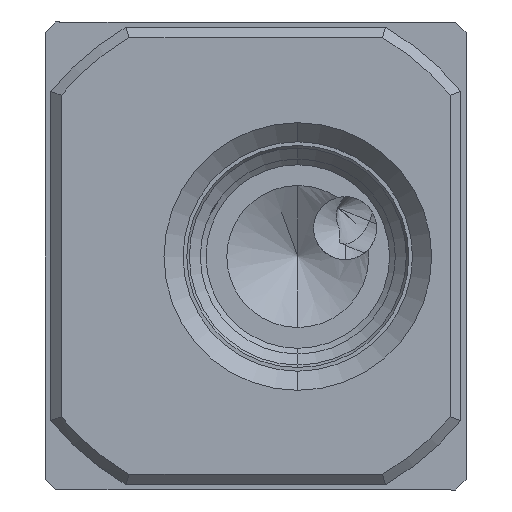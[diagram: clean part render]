
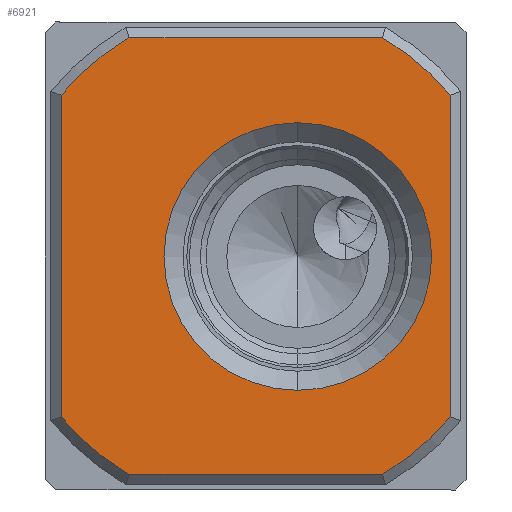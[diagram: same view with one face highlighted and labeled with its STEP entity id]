
A CAD part, left-side view. The second image highlights one B-rep face of the part: STEP entity #6921.
In plain terms, the highlighted planar face has unit normal (-1, 0, 0).
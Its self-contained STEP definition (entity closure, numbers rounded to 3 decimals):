
#190 = EDGE_LOOP ( 'NONE', ( #10221, #10770, #5837, #1153, #16928, #16350, #8689, #11894 ) ) ;
#251 = CARTESIAN_POINT ( 'NONE',  ( -33.34, -1.5, 6.961 ) ) ;
#377 = DIRECTION ( 'NONE',  ( 0., 1., 0. ) ) ;
#381 = CARTESIAN_POINT ( 'NONE',  ( -33.34, -1.5, 44. ) ) ;
#628 = VERTEX_POINT ( 'NONE', #6359 ) ;
#816 = EDGE_CURVE ( 'NONE', #5846, #14582, #13140, .T. ) ;
#886 = EDGE_LOOP ( 'NONE', ( #5461, #12726 ) ) ;
#1153 = ORIENTED_EDGE ( 'NONE', *, *, #14890, .T. ) ;
#1511 = VECTOR ( 'NONE', #13559, 1000. ) ;
#1898 = VECTOR ( 'NONE', #377, 1000. ) ;
#2253 = CARTESIAN_POINT ( 'NONE',  ( -33.34, -32.06, 1.5 ) ) ;
#2264 = EDGE_CURVE ( 'NONE', #10240, #13492, #10070, .T. ) ;
#2835 = CARTESIAN_POINT ( 'NONE',  ( -33.34, -20., 22.25 ) ) ;
#3302 = DIRECTION ( 'NONE',  ( 0., 0., -1. ) ) ;
#3382 = CARTESIAN_POINT ( 'NONE',  ( -33.34, -39.5, 44. ) ) ;
#4028 = DIRECTION ( 'NONE',  ( -1., 0., 0. ) ) ;
#4037 = DIRECTION ( 'NONE',  ( -1., 0., 0. ) ) ;
#4129 = VERTEX_POINT ( 'NONE', #16704 ) ;
#4321 = DIRECTION ( 'NONE',  ( 0., 0., -1. ) ) ;
#4366 = EDGE_CURVE ( 'NONE', #4129, #6099, #17195, .T. ) ;
#4764 = LINE ( 'NONE', #381, #18699 ) ;
#5272 = AXIS2_PLACEMENT_3D ( 'NONE', #3382, #12043, #7752 ) ;
#5456 = DIRECTION ( 'NONE',  ( 0., 0., 1. ) ) ;
#5461 = ORIENTED_EDGE ( 'NONE', *, *, #4366, .T. ) ;
#5587 = CARTESIAN_POINT ( 'NONE',  ( -33.34, -38.5, 6.961 ) ) ;
#5837 = ORIENTED_EDGE ( 'NONE', *, *, #2264, .T. ) ;
#5846 = VERTEX_POINT ( 'NONE', #17063 ) ;
#6099 = VERTEX_POINT ( 'NONE', #8750 ) ;
#6134 = AXIS2_PLACEMENT_3D ( 'NONE', #9043, #15070, #12053 ) ;
#6281 = CARTESIAN_POINT ( 'NONE',  ( -33.34, -39.5, 43. ) ) ;
#6359 = CARTESIAN_POINT ( 'NONE',  ( -33.34, -7.94, 43. ) ) ;
#6921 = ADVANCED_FACE ( 'NONE', ( #9001, #9453 ), #9228, .T. ) ;
#7037 = DIRECTION ( 'NONE',  ( 0., 0., 1. ) ) ;
#7073 = VECTOR ( 'NONE', #8320, 1000. ) ;
#7103 = DIRECTION ( 'NONE',  ( 0., 0., -1. ) ) ;
#7598 = VERTEX_POINT ( 'NONE', #14656 ) ;
#7752 = DIRECTION ( 'NONE',  ( 0., 0., -1. ) ) ;
#8320 = DIRECTION ( 'NONE',  ( 0., 0., 1. ) ) ;
#8396 = CARTESIAN_POINT ( 'NONE',  ( -33.34, -20., 22.25 ) ) ;
#8689 = ORIENTED_EDGE ( 'NONE', *, *, #10446, .T. ) ;
#8732 = DIRECTION ( 'NONE',  ( 0., 0., 1. ) ) ;
#8750 = CARTESIAN_POINT ( 'NONE',  ( -33.34, -16., 35.025 ) ) ;
#8989 = AXIS2_PLACEMENT_3D ( 'NONE', #17877, #10438, #4321 ) ;
#9001 = FACE_OUTER_BOUND ( 'NONE', #190, .T. ) ;
#9043 = CARTESIAN_POINT ( 'NONE',  ( -33.34, -20., 22.25 ) ) ;
#9063 = CARTESIAN_POINT ( 'NONE',  ( -33.34, -32.06, 43. ) ) ;
#9074 = EDGE_CURVE ( 'NONE', #12598, #10240, #10342, .T. ) ;
#9228 = PLANE ( 'NONE',  #5272 ) ;
#9453 = FACE_BOUND ( 'NONE', #886, .T. ) ;
#9654 = AXIS2_PLACEMENT_3D ( 'NONE', #2835, #16075, #8732 ) ;
#9879 = CARTESIAN_POINT ( 'NONE',  ( -33.34, -16., 22.3 ) ) ;
#10070 = CIRCLE ( 'NONE', #6134, 24. ) ;
#10084 = DIRECTION ( 'NONE',  ( 1., 0., 0. ) ) ;
#10221 = ORIENTED_EDGE ( 'NONE', *, *, #14837, .T. ) ;
#10240 = VERTEX_POINT ( 'NONE', #2253 ) ;
#10276 = AXIS2_PLACEMENT_3D ( 'NONE', #9879, #10084, #7103 ) ;
#10342 = LINE ( 'NONE', #14916, #1511 ) ;
#10438 = DIRECTION ( 'NONE',  ( 1., 0., 0. ) ) ;
#10439 = CIRCLE ( 'NONE', #8989, 12.725 ) ;
#10446 = EDGE_CURVE ( 'NONE', #628, #7598, #12556, .T. ) ;
#10770 = ORIENTED_EDGE ( 'NONE', *, *, #9074, .T. ) ;
#11844 = EDGE_CURVE ( 'NONE', #6099, #4129, #10439, .T. ) ;
#11894 = ORIENTED_EDGE ( 'NONE', *, *, #14146, .T. ) ;
#12043 = DIRECTION ( 'NONE',  ( -1., 0., 0. ) ) ;
#12053 = DIRECTION ( 'NONE',  ( 0., 0., 1. ) ) ;
#12556 = CIRCLE ( 'NONE', #9654, 24. ) ;
#12598 = VERTEX_POINT ( 'NONE', #15192 ) ;
#12726 = ORIENTED_EDGE ( 'NONE', *, *, #11844, .T. ) ;
#13140 = CIRCLE ( 'NONE', #15200, 24. ) ;
#13492 = VERTEX_POINT ( 'NONE', #5587 ) ;
#13559 = DIRECTION ( 'NONE',  ( 0., -1., 0. ) ) ;
#13903 = LINE ( 'NONE', #6281, #1898 ) ;
#14146 = EDGE_CURVE ( 'NONE', #7598, #18440, #4764, .T. ) ;
#14267 = LINE ( 'NONE', #18788, #7073 ) ;
#14582 = VERTEX_POINT ( 'NONE', #9063 ) ;
#14656 = CARTESIAN_POINT ( 'NONE',  ( -33.34, -1.5, 37.539 ) ) ;
#14837 = EDGE_CURVE ( 'NONE', #18440, #12598, #18922, .T. ) ;
#14890 = EDGE_CURVE ( 'NONE', #13492, #5846, #14267, .T. ) ;
#14916 = CARTESIAN_POINT ( 'NONE',  ( -33.34, -39.5, 1.5 ) ) ;
#15070 = DIRECTION ( 'NONE',  ( -1., 0., 0. ) ) ;
#15192 = CARTESIAN_POINT ( 'NONE',  ( -33.34, -7.94, 1.5 ) ) ;
#15200 = AXIS2_PLACEMENT_3D ( 'NONE', #18783, #4028, #7037 ) ;
#16075 = DIRECTION ( 'NONE',  ( -1., 0., 0. ) ) ;
#16350 = ORIENTED_EDGE ( 'NONE', *, *, #18632, .T. ) ;
#16704 = CARTESIAN_POINT ( 'NONE',  ( -33.34, -16., 9.575 ) ) ;
#16809 = AXIS2_PLACEMENT_3D ( 'NONE', #8396, #4037, #5456 ) ;
#16928 = ORIENTED_EDGE ( 'NONE', *, *, #816, .T. ) ;
#17063 = CARTESIAN_POINT ( 'NONE',  ( -33.34, -38.5, 37.539 ) ) ;
#17195 = CIRCLE ( 'NONE', #10276, 12.725 ) ;
#17877 = CARTESIAN_POINT ( 'NONE',  ( -33.34, -16., 22.3 ) ) ;
#18440 = VERTEX_POINT ( 'NONE', #251 ) ;
#18632 = EDGE_CURVE ( 'NONE', #14582, #628, #13903, .T. ) ;
#18699 = VECTOR ( 'NONE', #3302, 1000. ) ;
#18783 = CARTESIAN_POINT ( 'NONE',  ( -33.34, -20., 22.25 ) ) ;
#18788 = CARTESIAN_POINT ( 'NONE',  ( -33.34, -38.5, 44. ) ) ;
#18922 = CIRCLE ( 'NONE', #16809, 24. ) ;
